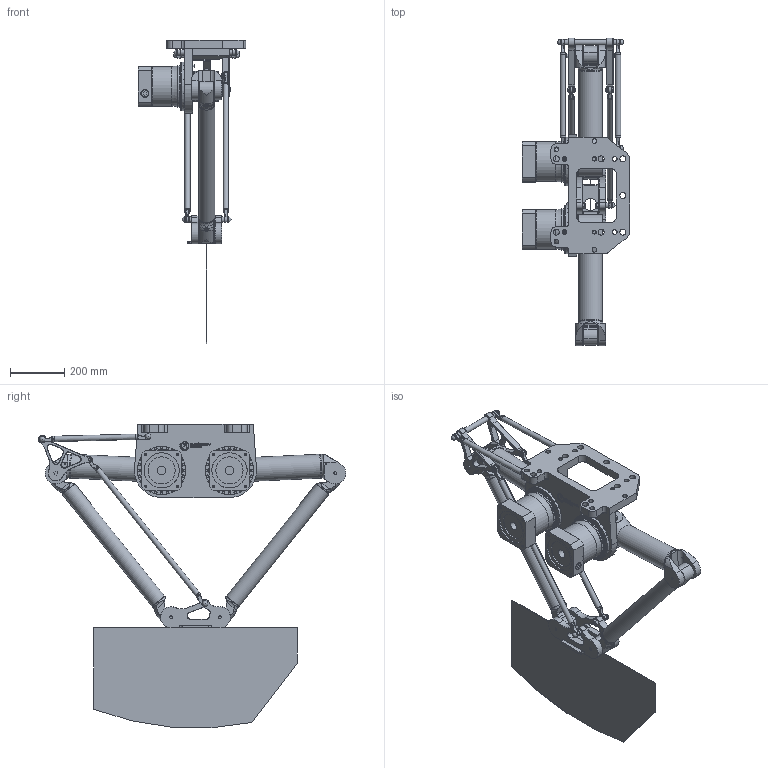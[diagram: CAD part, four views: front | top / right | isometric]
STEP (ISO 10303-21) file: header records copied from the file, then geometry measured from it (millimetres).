
FILE_DESCRIPTION(/* description */ ('','CAx-IF Rec.Pracs.---Representation and Presentation of Product Manufacturing Information (PMI)---3.8---2014-02-18'),/* implementation_level */ '2;1');
FILE_NAME(/* name */ '3D-model_A_00928.stp',/* time_stamp */ '2022-12-06T13:51:53+01:00',/* author */ ('enrico.reif'),/* organization */ ('Majatronic'),/* preprocessor_version */ 'ST-DEVELOPER v16.5',/* originating_system */ 'Autodesk Inventor 2017',/* authorisation */ '');
FILE_SCHEMA (('AP242_MANAGED_MODEL_BASED_3D_ENGINEERING_MIM_LF { 1 0 10303 442 1 1 4 }'));
Length unit declared in the file: millimetre
Products named in the file (11): A_00928_DUMMY; MT_WST00068482MT_WST; MT_WST00065199MT_WST; MT_WST00060925MT_WST; MT_WST00113256 Oberarm DUMMY; MT_WST00065790MT_WST; MT_WST00113255 Oberarm DUMMY; MT_WST00065782MT_WST; MT_WST00065791MT_WST; MT_WST00068559MT_WST; MT_WST00113244
Assembly tree (14 placements, depth 2):
  A_00928_DUMMY
    MT_WST00068482MT_WST
    MT_WST00065199MT_WST
    MT_WST00060925MT_WST
    MT_WST00113256 Oberarm DUMMY
    MT_WST00065790MT_WST  x2
    MT_WST00113255 Oberarm DUMMY
    MT_WST00065782MT_WST  x2
    MT_WST00065791MT_WST  x2
    MT_WST00068559MT_WST  x2
    MT_WST00113244
Bounding box: 395.5 x 1133.73 x 1118.23 mm (x, y, z)
Volume: 24351277.1 mm3; surface area: 2405612.7 mm2
Topology: 14 solids, 16 shells, 2056 faces, 4903 edges, 3164 vertices
Faces by surface type: plane 968, cylinder 703, cone 271, torus 84, bspline 24, sphere 6
Full cylindrical faces by diameter (mm): 4.917 x12, 6 x49, 6.6 x48, 6.647 x6, 8 x2, 8.376 x32, 10 x84, 12 x5, 15 x4, 17.294 x8, 18 x16, 19.98 x8, 20 x25, 22 x7, 25 x2, 26 x2, 28 x2, 32 x10, 45 x1, 50 x2, 59.98 x4, 60 x6, 80 x2, 88 x4, 100 x6, 105 x2, 128.588 x2, 130 x2, 140 x4, 146 x2
Entity records: 53107 total; most frequent: CARTESIAN_POINT 13267, DIRECTION 8325, ORIENTED_EDGE 7090, EDGE_CURVE 3545, AXIS2_PLACEMENT_3D 3201, VERTEX_POINT 2491, EDGE_LOOP 2454, LINE 1923
